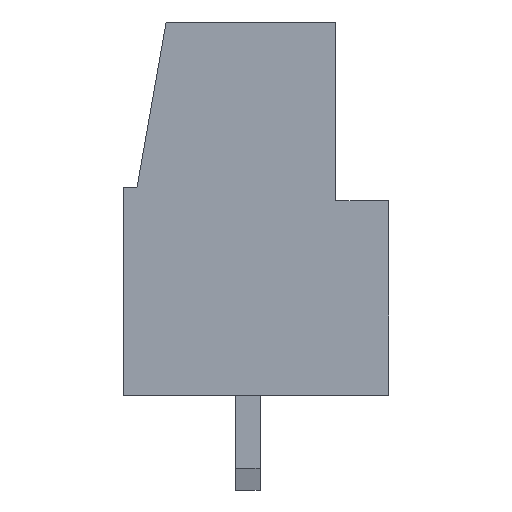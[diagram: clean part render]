
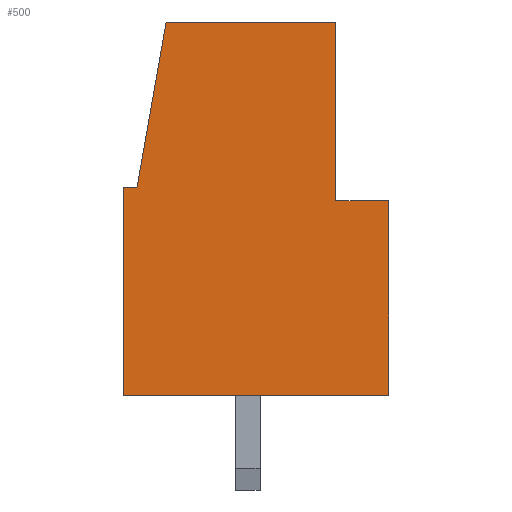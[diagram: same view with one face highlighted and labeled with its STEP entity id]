
A CAD part, left-side view. The second image highlights one B-rep face of the part: STEP entity #500.
In plain terms, the highlighted planar face has unit normal (-1, 0, 0).
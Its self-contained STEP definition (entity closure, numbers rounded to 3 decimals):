
#500=ADVANCED_FACE('',(#1333),#1334,.T.);
#1333=FACE_OUTER_BOUND('',#2532,.T.);
#1334=PLANE('',#2533);
#2532=EDGE_LOOP('',(#3998,#3999,#4000,#4001,#4002,#4003,#4004,#4005));
#2533=AXIS2_PLACEMENT_3D('',#4006,#4007,#4008);
#3998=ORIENTED_EDGE('',*,*,#7271,.T.);
#3999=ORIENTED_EDGE('',*,*,#7296,.T.);
#4000=ORIENTED_EDGE('',*,*,#7297,.F.);
#4001=ORIENTED_EDGE('',*,*,#7289,.T.);
#4002=ORIENTED_EDGE('',*,*,#7298,.T.);
#4003=ORIENTED_EDGE('',*,*,#7299,.T.);
#4004=ORIENTED_EDGE('',*,*,#7300,.T.);
#4005=ORIENTED_EDGE('',*,*,#7301,.T.);
#4006=CARTESIAN_POINT('',(-50.0,0.,0.));
#4007=DIRECTION('',(-1.0,0.0,0.0));
#4008=DIRECTION('',(0.0,0.0,1.0));
#7271=EDGE_CURVE('',#8732,#8730,#8733,.T.);
#7289=EDGE_CURVE('',#8765,#8763,#8766,.T.);
#7296=EDGE_CURVE('',#8730,#8775,#8776,.T.);
#7297=EDGE_CURVE('',#8765,#8775,#8777,.T.);
#7298=EDGE_CURVE('',#8763,#8778,#8779,.T.);
#7299=EDGE_CURVE('',#8778,#8780,#8781,.T.);
#7300=EDGE_CURVE('',#8780,#8782,#8783,.T.);
#7301=EDGE_CURVE('',#8782,#8732,#8784,.T.);
#8730=VERTEX_POINT('',#10868);
#8732=VERTEX_POINT('',#10871);
#8733=LINE('',#10872,#10873);
#8763=VERTEX_POINT('',#10916);
#8765=VERTEX_POINT('',#10919);
#8766=LINE('',#10920,#10921);
#8775=VERTEX_POINT('',#10934);
#8776=LINE('',#10935,#10936);
#8777=LINE('',#10937,#10938);
#8778=VERTEX_POINT('',#10939);
#8779=LINE('',#10940,#10941);
#8780=VERTEX_POINT('',#10942);
#8781=LINE('',#10943,#10944);
#8782=VERTEX_POINT('',#10945);
#8783=LINE('',#10946,#10947);
#8784=LINE('',#10948,#10949);
#10868=CARTESIAN_POINT('',(-50.0,-9.8,0.));
#10871=CARTESIAN_POINT('',(-50.0,0.,0.));
#10872=CARTESIAN_POINT('',(-50.0,0.,0.));
#10873=VECTOR('',#13615,1000.0);
#10916=CARTESIAN_POINT('',(-50.0,-7.85,13.8));
#10919=CARTESIAN_POINT('',(-50.0,-7.85,7.2));
#10920=CARTESIAN_POINT('',(-50.0,-7.85,7.2));
#10921=VECTOR('',#13630,1000.0);
#10934=CARTESIAN_POINT('',(-50.0,-9.8,7.2));
#10935=CARTESIAN_POINT('',(-50.0,-9.8,0.));
#10936=VECTOR('',#13635,1000.0);
#10937=CARTESIAN_POINT('',(-50.0,-7.85,7.2));
#10938=VECTOR('',#13636,1000.0);
#10939=CARTESIAN_POINT('',(-50.0,-1.576,13.8));
#10940=CARTESIAN_POINT('',(-50.0,-7.85,13.8));
#10941=VECTOR('',#13637,1000.0);
#10942=CARTESIAN_POINT('',(-50.0,-0.5,7.7));
#10943=CARTESIAN_POINT('',(-50.0,-1.576,13.8));
#10944=VECTOR('',#13638,1000.0);
#10945=CARTESIAN_POINT('',(-50.0,0.,7.7));
#10946=CARTESIAN_POINT('',(-50.0,-0.5,7.7));
#10947=VECTOR('',#13639,1000.0);
#10948=CARTESIAN_POINT('',(-50.0,0.,7.7));
#10949=VECTOR('',#13640,1000.0);
#13615=DIRECTION('',(0.0,-1.0,0.0));
#13630=DIRECTION('',(0.0,0.0,1.0));
#13635=DIRECTION('',(0.0,0.0,1.0));
#13636=DIRECTION('',(0.0,-1.0,0.0));
#13637=DIRECTION('',(0.0,1.0,0.0));
#13638=DIRECTION('',(0.0,0.174,-0.985));
#13639=DIRECTION('',(0.0,1.0,0.0));
#13640=DIRECTION('',(0.0,0.0,-1.0));
